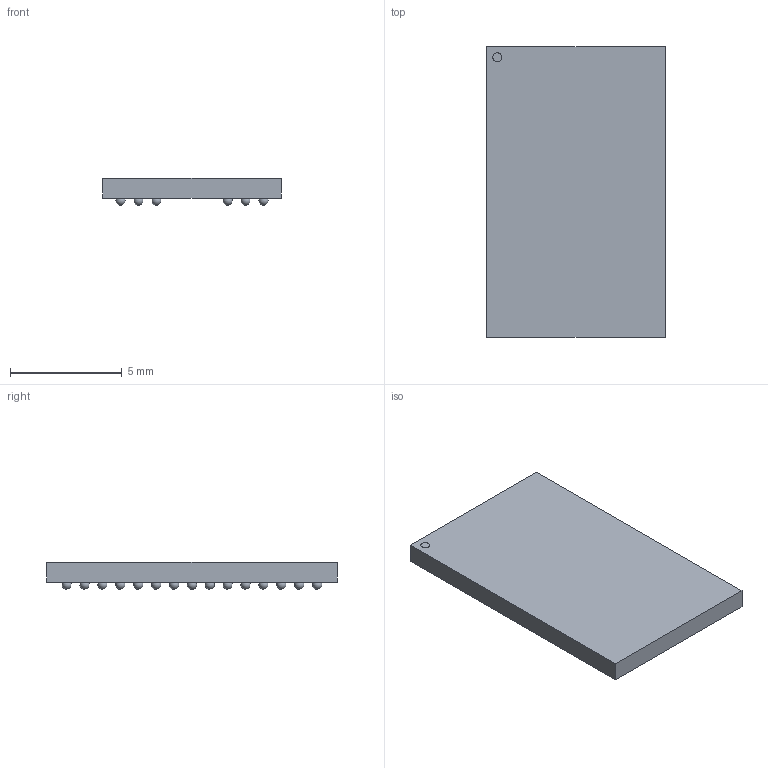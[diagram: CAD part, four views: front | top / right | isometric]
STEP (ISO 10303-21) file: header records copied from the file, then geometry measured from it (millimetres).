
FILE_DESCRIPTION(/* description */ ('model of BGA-90_2x3x15_8.0x13.0mm_Pitch0.8mm'),/* implementation_level */ '2;1');
FILE_NAME(/* name */ 'BGA-90_2x3x15_8.0x13.0mm_Pitch0.8mm.step',/* time_stamp */ '2017-04-23T16:29:38',/* author */ ('kicad StepUp','ksu'),/* organization */ ('FreeCAD'),/* preprocessor_version */ 'OCC',/* originating_system */ 'kicad StepUp',/* authorisation */ '');
FILE_SCHEMA(('AUTOMOTIVE_DESIGN_CC2 { 1 2 10303 214 -1 1 5 4 }'));
Length unit declared in the file: millimetre
Products named in the file (1): BGA_90_2x3x15_80x130mm_Pitch08mm
Bounding box: 8 x 13 x 1.21 mm (x, y, z)
Volume: 92.8 mm3; surface area: 258 mm2
Topology: 1 solids, 1 shells, 46 faces, 129 edges, 86 vertices
Faces by surface type: sphere 38, plane 7, cylinder 1
Full cylindrical faces by diameter (mm): 0.4 x1
Entity records: 1677 total; most frequent: DIRECTION 263, CARTESIAN_POINT 224, ORIENTED_EDGE 182, AXIS2_PLACEMENT_3D 125, EDGE_CURVE 91, VERTEX_POINT 86, FACE_BOUND 85, EDGE_LOOP 85
